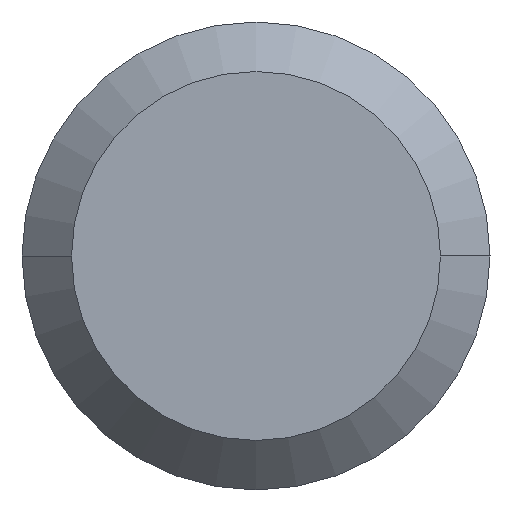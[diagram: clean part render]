
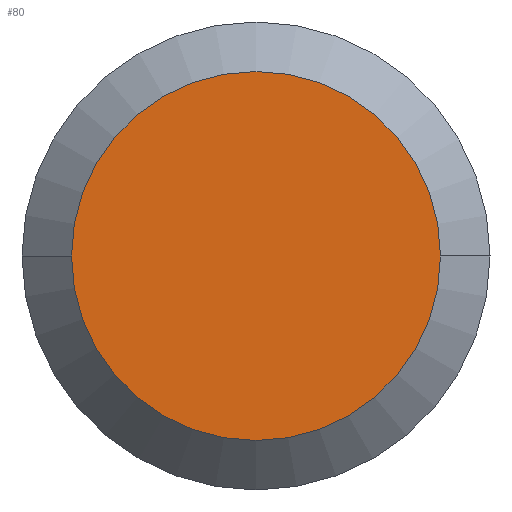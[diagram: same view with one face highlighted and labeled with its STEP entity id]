
A CAD part, left-side view. The second image highlights one B-rep face of the part: STEP entity #80.
In plain terms, the highlighted planar face has unit normal (-1, 0, 0).
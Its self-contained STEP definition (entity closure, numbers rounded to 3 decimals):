
#23 = FACE_OUTER_BOUND ( 'NONE', #243, .T. ) ;
#29 = DIRECTION ( 'NONE',  ( -1., 0., 0. ) ) ;
#40 = ORIENTED_EDGE ( 'NONE', *, *, #62, .F. ) ;
#41 = VERTEX_POINT ( 'NONE', #295 ) ;
#62 = EDGE_CURVE ( 'NONE', #41, #263, #236, .T. ) ;
#75 = ORIENTED_EDGE ( 'NONE', *, *, #82, .F. ) ;
#80 = ADVANCED_FACE ( 'NONE', ( #23 ), #232, .T. ) ;
#82 = EDGE_CURVE ( 'NONE', #263, #41, #282, .T. ) ;
#92 = CARTESIAN_POINT ( 'NONE',  ( 0., 0., 0. ) ) ;
#118 = AXIS2_PLACEMENT_3D ( 'NONE', #373, #269, #328 ) ;
#122 = CARTESIAN_POINT ( 'NONE',  ( 0., 0., 0. ) ) ;
#123 = AXIS2_PLACEMENT_3D ( 'NONE', #92, #353, #167 ) ;
#167 = DIRECTION ( 'NONE',  ( 0., 1., 0. ) ) ;
#232 = PLANE ( 'NONE',  #415 ) ;
#236 = CIRCLE ( 'NONE', #123, 2.365 ) ;
#243 = EDGE_LOOP ( 'NONE', ( #40, #75 ) ) ;
#263 = VERTEX_POINT ( 'NONE', #345 ) ;
#269 = DIRECTION ( 'NONE',  ( 1., 0., 0. ) ) ;
#282 = CIRCLE ( 'NONE', #118, 2.365 ) ;
#295 = CARTESIAN_POINT ( 'NONE',  ( 0., 2.365, 0. ) ) ;
#328 = DIRECTION ( 'NONE',  ( 0., 1., 0. ) ) ;
#345 = CARTESIAN_POINT ( 'NONE',  ( 0., -2.365, 0. ) ) ;
#353 = DIRECTION ( 'NONE',  ( 1., 0., 0. ) ) ;
#373 = CARTESIAN_POINT ( 'NONE',  ( 0., 0., 0. ) ) ;
#385 = DIRECTION ( 'NONE',  ( 0., -1., 0. ) ) ;
#415 = AXIS2_PLACEMENT_3D ( 'NONE', #122, #29, #385 ) ;
